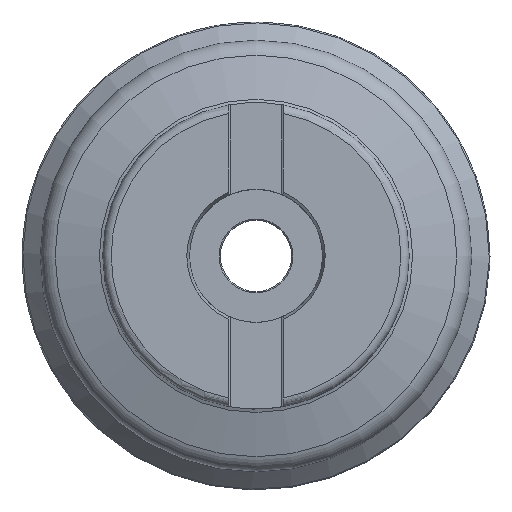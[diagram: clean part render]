
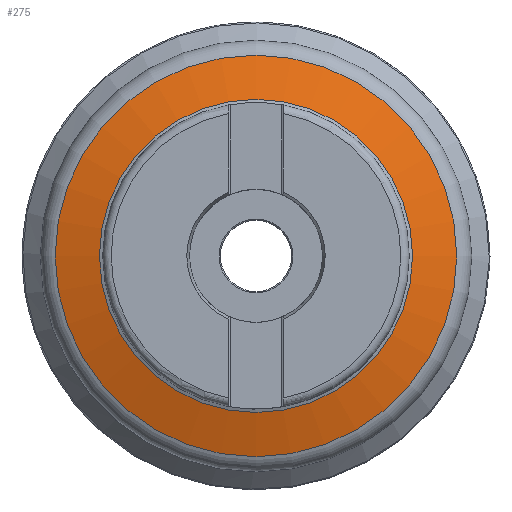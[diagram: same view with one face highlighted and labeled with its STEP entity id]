
A CAD part, top view. The second image highlights one B-rep face of the part: STEP entity #275.
In plain terms, the highlighted conical face has half-angle 73.369 degrees and reference radius 51.489 mm.
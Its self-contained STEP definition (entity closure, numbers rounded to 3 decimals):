
#110=CONICAL_SURFACE('',#1062,51.489,73.369);
#275=ADVANCED_FACE('',(#362,#363),#110,.T.);
#362=FACE_BOUND('',#466,.T.);
#363=FACE_BOUND('',#467,.T.);
#466=EDGE_LOOP('',(#605));
#467=EDGE_LOOP('',(#606));
#605=ORIENTED_EDGE('',*,*,#870,.T.);
#606=ORIENTED_EDGE('',*,*,#871,.T.);
#785=VERTEX_POINT('',#1815);
#786=VERTEX_POINT('',#1817);
#870=EDGE_CURVE('',#785,#785,#947,.T.);
#871=EDGE_CURVE('',#786,#786,#948,.T.);
#947=CIRCLE('',#1060,47.92);
#948=CIRCLE('',#1061,37.359);
#1060=AXIS2_PLACEMENT_3D('',#1814,#1205,#1206);
#1061=AXIS2_PLACEMENT_3D('',#1816,#1207,#1208);
#1062=AXIS2_PLACEMENT_3D('',#1818,#1209,#1210);
#1205=DIRECTION('',(0.,0.,1.));
#1206=DIRECTION('',(-1.,0.,0.));
#1207=DIRECTION('',(0.,0.,-1.));
#1208=DIRECTION('',(1.,0.,0.));
#1209=DIRECTION('',(0.,0.,-1.));
#1210=DIRECTION('',(1.,0.,0.));
#1814=CARTESIAN_POINT('',(0.,0.,23.066));
#1815=CARTESIAN_POINT('',(-47.92,0.,23.066));
#1816=CARTESIAN_POINT('',(0.,0.,26.221));
#1817=CARTESIAN_POINT('',(37.359,0.,26.221));
#1818=CARTESIAN_POINT('',(0.,0.,22.));
